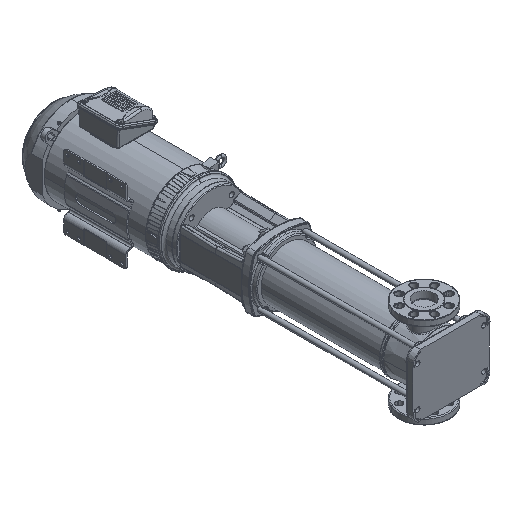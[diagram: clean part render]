
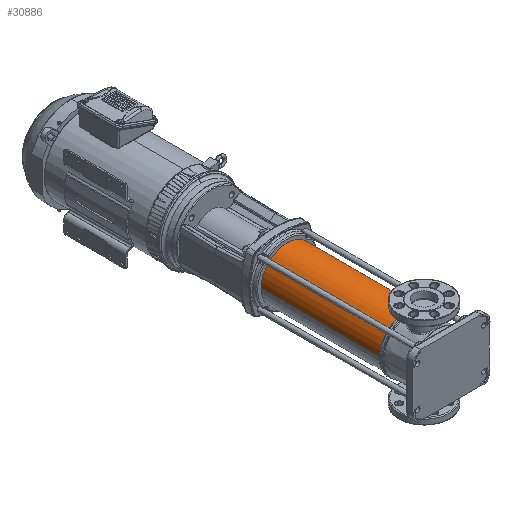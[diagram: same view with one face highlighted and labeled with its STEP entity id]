
A CAD part, isometric view. The second image highlights one B-rep face of the part: STEP entity #30886.
In plain terms, the highlighted cylindrical face has radius 85.35 mm (diameter 170.7 mm), a partial arc.
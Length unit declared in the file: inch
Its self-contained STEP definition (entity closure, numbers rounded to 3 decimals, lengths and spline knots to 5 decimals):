
#3141 = DIRECTION ( 'NONE',  ( 0., 1., 0. ) ) ;
#3294 = DIRECTION ( 'NONE',  ( 0., 1., 0. ) ) ;
#6903 = ORIENTED_EDGE ( 'NONE', *, *, #66910, .F. ) ;
#18061 = DIRECTION ( 'NONE',  ( 0., 0., 1. ) ) ;
#19368 = VERTEX_POINT ( 'NONE', #85179 ) ;
#26758 = CIRCLE ( 'NONE', #125159, 3.36024 ) ;
#27191 = DIRECTION ( 'NONE',  ( 0., 0., 1. ) ) ;
#29519 = CARTESIAN_POINT ( 'NONE',  ( 0., 1.70079, -3.36024 ) ) ;
#30251 = FACE_OUTER_BOUND ( 'NONE', #67132, .T. ) ;
#30886 = ADVANCED_FACE ( 'NONE', ( #30251 ), #61054, .T. ) ;
#35813 = CARTESIAN_POINT ( 'NONE',  ( 0., 2.20472, -3.36024 ) ) ;
#49286 = DIRECTION ( 'NONE',  ( 0., -1., 0. ) ) ;
#50888 = EDGE_CURVE ( 'NONE', #81290, #19368, #26758, .T. ) ;
#57402 = CARTESIAN_POINT ( 'NONE',  ( 0., 1.70079, 0. ) ) ;
#59304 = CARTESIAN_POINT ( 'NONE',  ( 0., 17.55039, 3.36024 ) ) ;
#61054 = CYLINDRICAL_SURFACE ( 'NONE', #145938, 3.36024 ) ;
#63702 = EDGE_CURVE ( 'NONE', #67847, #152590, #151202, .T. ) ;
#66910 = EDGE_CURVE ( 'NONE', #81290, #152590, #131298, .T. ) ;
#67132 = EDGE_LOOP ( 'NONE', ( #6903, #93538, #112776, #108761 ) ) ;
#67847 = VERTEX_POINT ( 'NONE', #59304 ) ;
#81290 = VERTEX_POINT ( 'NONE', #35813 ) ;
#85179 = CARTESIAN_POINT ( 'NONE',  ( 0., 2.20472, 3.36024 ) ) ;
#93178 = VECTOR ( 'NONE', #175211, 39.37008 ) ;
#93538 = ORIENTED_EDGE ( 'NONE', *, *, #50888, .T. ) ;
#102380 = EDGE_CURVE ( 'NONE', #19368, #67847, #162091, .T. ) ;
#104418 = DIRECTION ( 'NONE',  ( 0., 0., 1. ) ) ;
#108761 = ORIENTED_EDGE ( 'NONE', *, *, #63702, .T. ) ;
#112776 = ORIENTED_EDGE ( 'NONE', *, *, #102380, .T. ) ;
#125159 = AXIS2_PLACEMENT_3D ( 'NONE', #152362, #3294, #27191 ) ;
#131298 = LINE ( 'NONE', #29519, #182289 ) ;
#143199 = CARTESIAN_POINT ( 'NONE',  ( 0., 17.55039, -3.36024 ) ) ;
#145938 = AXIS2_PLACEMENT_3D ( 'NONE', #57402, #3141, #18061 ) ;
#148263 = CARTESIAN_POINT ( 'NONE',  ( 0., 17.55039, 0. ) ) ;
#151202 = CIRCLE ( 'NONE', #160210, 3.36024 ) ;
#152362 = CARTESIAN_POINT ( 'NONE',  ( 0., 2.20472, 0. ) ) ;
#152590 = VERTEX_POINT ( 'NONE', #143199 ) ;
#160210 = AXIS2_PLACEMENT_3D ( 'NONE', #148263, #49286, #104418 ) ;
#161163 = CARTESIAN_POINT ( 'NONE',  ( 0., 1.70079, 3.36024 ) ) ;
#162091 = LINE ( 'NONE', #161163, #93178 ) ;
#171556 = DIRECTION ( 'NONE',  ( 0., 1., 0. ) ) ;
#175211 = DIRECTION ( 'NONE',  ( 0., 1., 0. ) ) ;
#182289 = VECTOR ( 'NONE', #171556, 39.37008 ) ;
